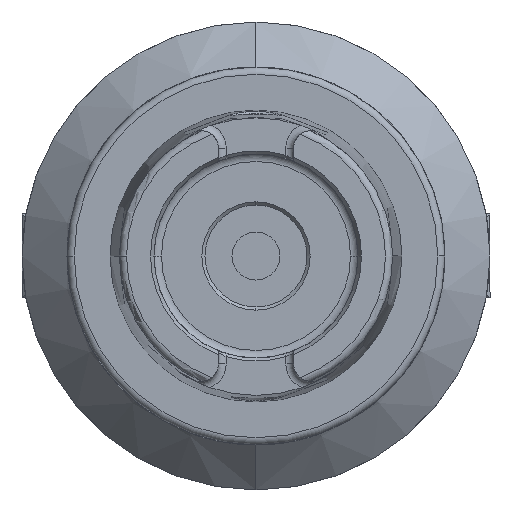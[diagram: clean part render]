
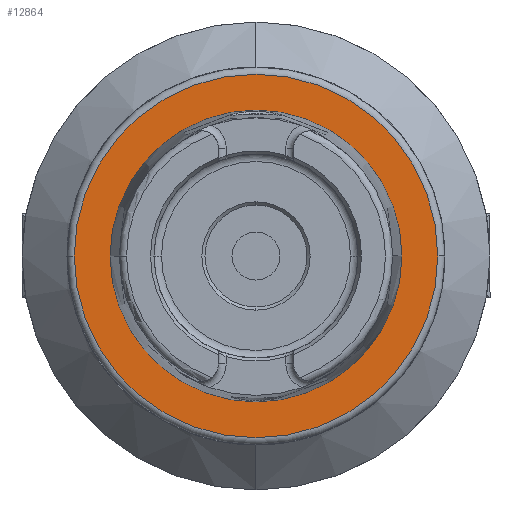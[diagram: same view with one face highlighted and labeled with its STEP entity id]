
A CAD part, left-side view. The second image highlights one B-rep face of the part: STEP entity #12864.
In plain terms, the highlighted planar face has unit normal (-1, 0, 0).
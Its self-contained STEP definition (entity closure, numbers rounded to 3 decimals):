
#1483 = VERTEX_POINT ( 'NONE', #5511 ) ;
#1527 = EDGE_CURVE ( 'NONE', #1528, #1483, #5629, .T. ) ;
#1528 = VERTEX_POINT ( 'NONE', #5624 ) ;
#5511 = CARTESIAN_POINT ( 'NONE',  ( 0., -30.3, 0. ) ) ;
#5624 = CARTESIAN_POINT ( 'NONE',  ( 0., 30.3, 0. ) ) ;
#5625 = DIRECTION ( 'NONE',  ( 0., 1., 0. ) ) ;
#5626 = DIRECTION ( 'NONE',  ( 1., 0., 0. ) ) ;
#5627 = CARTESIAN_POINT ( 'NONE',  ( 0., 0., 0. ) ) ;
#5628 = AXIS2_PLACEMENT_3D ( 'NONE', #5627, #5626, #5625 ) ;
#5629 = CIRCLE ( 'NONE', #5628, 30.3 ) ;
#8748 = DIRECTION ( 'NONE',  ( 0., 1., 0. ) ) ;
#8749 = DIRECTION ( 'NONE',  ( 1., 0., 0. ) ) ;
#8750 = CARTESIAN_POINT ( 'NONE',  ( 0., 0., 0. ) ) ;
#8751 = AXIS2_PLACEMENT_3D ( 'NONE', #8750, #8749, #8748 ) ;
#8753 = CIRCLE ( 'NONE', #8751, 24.321 ) ;
#9697 = DIRECTION ( 'NONE',  ( 0., 1., 0. ) ) ;
#9698 = DIRECTION ( 'NONE',  ( 1., 0., 0. ) ) ;
#9699 = CARTESIAN_POINT ( 'NONE',  ( 0., 0., 0. ) ) ;
#9700 = AXIS2_PLACEMENT_3D ( 'NONE', #9699, #9698, #9697 ) ;
#9701 = CIRCLE ( 'NONE', #9700, 24.321 ) ;
#9748 = CARTESIAN_POINT ( 'NONE',  ( 0., -24.321, 0. ) ) ;
#9750 = CARTESIAN_POINT ( 'NONE',  ( 0., 24.321, 0. ) ) ;
#10919 = DIRECTION ( 'NONE',  ( 0., 1., 0. ) ) ;
#10920 = DIRECTION ( 'NONE',  ( 1., 0., 0. ) ) ;
#10921 = CARTESIAN_POINT ( 'NONE',  ( 0., 0., 0. ) ) ;
#10922 = AXIS2_PLACEMENT_3D ( 'NONE', #10921, #10920, #10919 ) ;
#10924 = CIRCLE ( 'NONE', #10922, 30.3 ) ;
#10929 = DIRECTION ( 'NONE',  ( 0., -1., 0. ) ) ;
#10930 = DIRECTION ( 'NONE',  ( -1., 0., 0. ) ) ;
#10931 = CARTESIAN_POINT ( 'NONE',  ( 0., 24.321, 0. ) ) ;
#10933 = AXIS2_PLACEMENT_3D ( 'NONE', #10931, #10930, #10929 ) ;
#10934 = PLANE ( 'NONE',  #10933 ) ;
#10935 = FACE_OUTER_BOUND ( 'NONE', #12859, .T. ) ;
#10936 = FACE_BOUND ( 'NONE', #12829, .T. ) ;
#11928 = EDGE_CURVE ( 'NONE', #12316, #12315, #8753, .T. ) ;
#12308 = EDGE_CURVE ( 'NONE', #12315, #12316, #9701, .T. ) ;
#12315 = VERTEX_POINT ( 'NONE', #9750 ) ;
#12316 = VERTEX_POINT ( 'NONE', #9748 ) ;
#12829 = EDGE_LOOP ( 'NONE', ( #12834, #12856 ) ) ;
#12834 = ORIENTED_EDGE ( 'NONE', *, *, #12308, .T. ) ;
#12856 = ORIENTED_EDGE ( 'NONE', *, *, #11928, .T. ) ;
#12857 = ORIENTED_EDGE ( 'NONE', *, *, #1527, .F. ) ;
#12859 = EDGE_LOOP ( 'NONE', ( #12857, #12876 ) ) ;
#12864 = ADVANCED_FACE ( 'NONE', ( #10936, #10935 ), #10934, .T. ) ;
#12876 = ORIENTED_EDGE ( 'NONE', *, *, #12879, .F. ) ;
#12879 = EDGE_CURVE ( 'NONE', #1483, #1528, #10924, .T. ) ;
